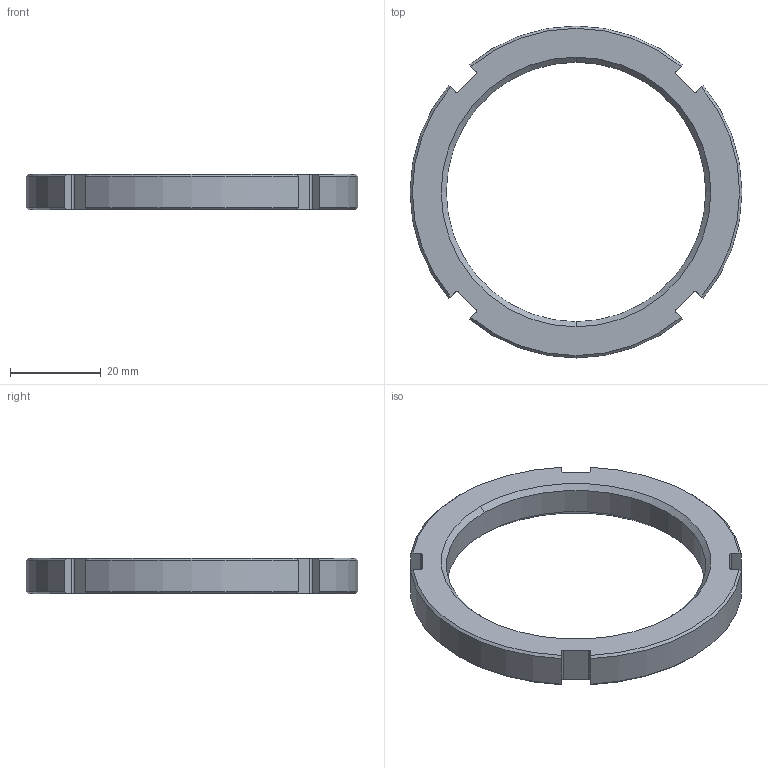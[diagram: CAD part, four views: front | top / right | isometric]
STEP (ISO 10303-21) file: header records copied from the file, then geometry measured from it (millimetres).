
FILE_DESCRIPTION((''),'2;1');
FILE_NAME('ILC64002300','2005-06-28T',('KR'),(''),'PRO/ENGINEER BY PARAMETRIC TECHNOLOGY CORPORATION, 2004290','PRO/ENGINEER BY PARAMETRIC TECHNOLOGY CORPORATION, 2004290','');
FILE_SCHEMA(('AUTOMOTIVE_DESIGN_CC2 { 1 2 10303 214 -1 1 5 2 }'));
Length unit declared in the file: inch
Products named in the file (1): ILC64002300
Bounding box: 73.15 x 73.15 x 7.92 mm (x, y, z)
Volume: 12139.3 mm3; surface area: 6168.4 mm2
Topology: 1 solids, 1 shells, 40 faces, 114 edges, 76 vertices
Faces by surface type: plane 14, cylinder 14, cone 12
Entity records: 1479 total; most frequent: CARTESIAN_POINT 294, ORIENTED_EDGE 228, DIRECTION 222, EDGE_CURVE 114, COLOUR_RGB 105, AXIS2_PLACEMENT_3D 84, VERTEX_POINT 76, VECTOR 54
